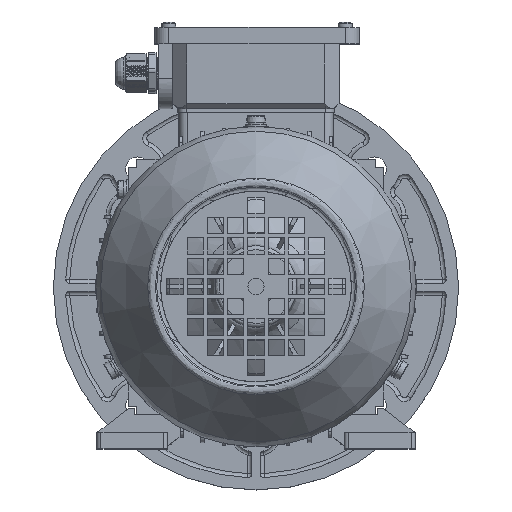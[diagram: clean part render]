
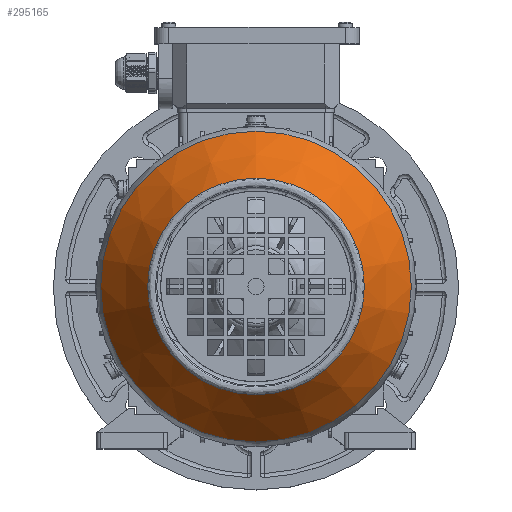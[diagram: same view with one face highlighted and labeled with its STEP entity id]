
A CAD part, top view. The second image highlights one B-rep face of the part: STEP entity #295165.
In plain terms, the highlighted conical face has half-angle 35 degrees and reference radius 76.649 mm.
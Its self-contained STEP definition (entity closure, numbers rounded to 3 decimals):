
#295106=CARTESIAN_POINT('',(6.237,1.2,94.027));
#295107=VERTEX_POINT('',#295106);
#295108=CARTESIAN_POINT('',(6.237,77.849,94.027));
#295109=DIRECTION('',(-0.0,-0.0,1.0));
#295110=DIRECTION('',(0.0,1.0,0.0));
#295111=AXIS2_PLACEMENT_3D('',#295108,#295109,#295110);
#295112=CIRCLE('',#295111,76.649);
#295113=EDGE_CURVE('n� 6',#295107,#295107,#295112,.T.);
#295133=CARTESIAN_POINT('',(6.237,24.391,127.148));
#295134=VERTEX_POINT('',#295133);
#295135=CARTESIAN_POINT('',(6.237,77.849,127.148));
#295136=DIRECTION('',(0.0,0.0,-1.0));
#295137=DIRECTION('',(0.0,1.0,0.0));
#295138=AXIS2_PLACEMENT_3D('',#295135,#295136,#295137);
#295139=CIRCLE('',#295138,53.457);
#295140=EDGE_CURVE('n� 14',#295134,#295134,#295139,.T.);
#295154=ORIENTED_EDGE('',*,*,#295140,.T.);
#295155=EDGE_LOOP('',(#295154));
#295156=FACE_OUTER_BOUND('',#295155,.T.);
#295157=ORIENTED_EDGE('',*,*,#295113,.T.);
#295158=EDGE_LOOP('',(#295157));
#295159=FACE_BOUND('',#295158,.T.);
#295160=CARTESIAN_POINT('',(6.237,77.849,94.027));
#295161=DIRECTION('',(-0.0,0.0,-1.0));
#295162=DIRECTION('',(-1.0,0.0,0.0));
#295163=AXIS2_PLACEMENT_3D('',#295160,#295161,#295162);
#295164=CONICAL_SURFACE('',#295163,76.649,0.611);
#295165=ADVANCED_FACE('n� 2',(#295156,#295159),#295164,.T.);
